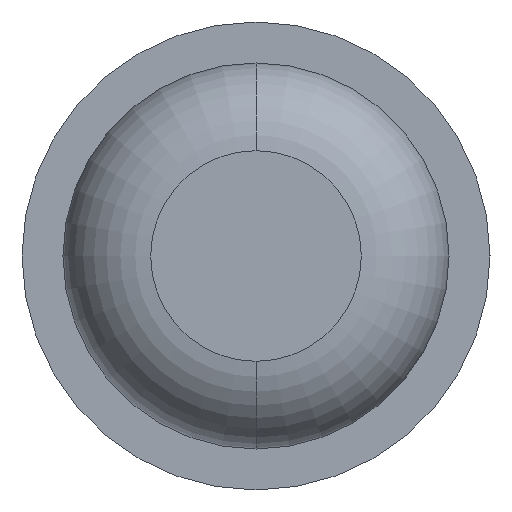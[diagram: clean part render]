
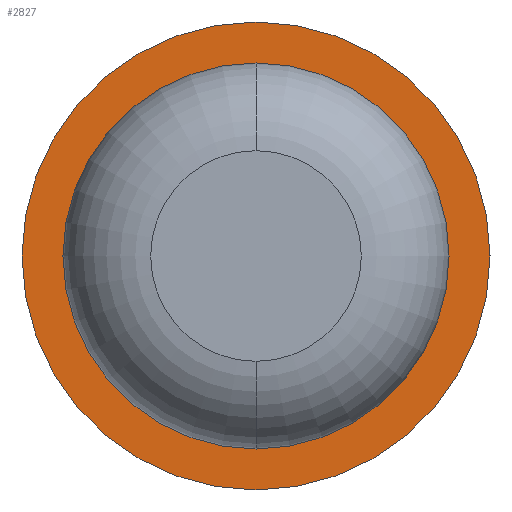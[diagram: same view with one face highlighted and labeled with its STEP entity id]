
A CAD part, front view. The second image highlights one B-rep face of the part: STEP entity #2827.
In plain terms, the highlighted planar face has unit normal (0, -1, 0).
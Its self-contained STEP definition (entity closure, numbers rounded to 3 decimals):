
#202 = ORIENTED_EDGE ( 'NONE', *, *, #395, .F. ) ;
#241 = VERTEX_POINT ( 'NONE', #3304 ) ;
#338 = DIRECTION ( 'NONE',  ( 0., -1., 0. ) ) ;
#392 = AXIS2_PLACEMENT_3D ( 'NONE', #2527, #338, #842 ) ;
#395 = EDGE_CURVE ( 'Defeature ausgef�hrt1_5+Defeature ausgef�hrt1_4+Defeature ausgef�hrt1_4+Defeature ausgef�hrt1_4', #2923, #1851, #850, .T. ) ;
#463 = CARTESIAN_POINT ( 'NONE',  ( 0., -3., 0.825 ) ) ;
#586 = CARTESIAN_POINT ( 'NONE',  ( 0., -3., 1. ) ) ;
#641 = ORIENTED_EDGE ( 'NONE', *, *, #3326, .F. ) ;
#729 = EDGE_LOOP ( 'NONE', ( #3005, #202 ) ) ;
#842 = DIRECTION ( 'NONE',  ( 0., 0., -1. ) ) ;
#850 = CIRCLE ( 'NONE', #1543, 1. ) ;
#892 = CARTESIAN_POINT ( 'NONE',  ( 0., -3., 0. ) ) ;
#1106 = DIRECTION ( 'NONE',  ( 0., -1., 0. ) ) ;
#1127 = DIRECTION ( 'NONE',  ( 0., 0., -1. ) ) ;
#1162 = CARTESIAN_POINT ( 'NONE',  ( 0., -3., -1. ) ) ;
#1222 = AXIS2_PLACEMENT_3D ( 'NONE', #3340, #1106, #1127 ) ;
#1265 = DIRECTION ( 'NONE',  ( 0., 1., 0. ) ) ;
#1421 = DIRECTION ( 'NONE',  ( 0., 1., 0. ) ) ;
#1488 = CIRCLE ( 'NONE', #1696, 0.825 ) ;
#1543 = AXIS2_PLACEMENT_3D ( 'NONE', #892, #1421, #2808 ) ;
#1574 = AXIS2_PLACEMENT_3D ( 'NONE', #2401, #1265, #3512 ) ;
#1616 = CIRCLE ( 'NONE', #1222, 0.825 ) ;
#1696 = AXIS2_PLACEMENT_3D ( 'NONE', #2647, #1855, #3215 ) ;
#1764 = EDGE_LOOP ( 'NONE', ( #2745, #641 ) ) ;
#1851 = VERTEX_POINT ( 'NONE', #586 ) ;
#1855 = DIRECTION ( 'NONE',  ( 0., -1., 0. ) ) ;
#1954 = PLANE ( 'NONE',  #392 ) ;
#2008 = EDGE_CURVE ( 'Defeature ausgef�hrt1_5+Defeature ausgef�hrt1_4+Defeature ausgef�hrt1_4+Defeature ausgef�hrt1_4', #1851, #2923, #3522, .T. ) ;
#2033 = EDGE_CURVE ( 'Defeature ausgef�hrt1_1+Defeature ausgef�hrt1_4+Defeature ausgef�hrt1_4+Defeature ausgef�hrt1_4', #3227, #241, #1488, .T. ) ;
#2378 = FACE_BOUND ( 'NONE', #1764, .T. ) ;
#2401 = CARTESIAN_POINT ( 'NONE',  ( 0., -3., 0. ) ) ;
#2527 = CARTESIAN_POINT ( 'NONE',  ( -1., -3., 0. ) ) ;
#2647 = CARTESIAN_POINT ( 'NONE',  ( 0., -3., 0. ) ) ;
#2745 = ORIENTED_EDGE ( 'NONE', *, *, #2033, .F. ) ;
#2808 = DIRECTION ( 'NONE',  ( 0., 0., 1. ) ) ;
#2827 = ADVANCED_FACE ( 'Defeature ausgef�hrt1_4', ( #2378, #3288 ), #1954, .T. ) ;
#2923 = VERTEX_POINT ( 'NONE', #1162 ) ;
#3005 = ORIENTED_EDGE ( 'NONE', *, *, #2008, .F. ) ;
#3215 = DIRECTION ( 'NONE',  ( 0., 0., -1. ) ) ;
#3227 = VERTEX_POINT ( 'NONE', #463 ) ;
#3288 = FACE_OUTER_BOUND ( 'NONE', #729, .T. ) ;
#3304 = CARTESIAN_POINT ( 'NONE',  ( 0., -3., -0.825 ) ) ;
#3326 = EDGE_CURVE ( 'Defeature ausgef�hrt1_1+Defeature ausgef�hrt1_4+Defeature ausgef�hrt1_4+Defeature ausgef�hrt1_4', #241, #3227, #1616, .T. ) ;
#3340 = CARTESIAN_POINT ( 'NONE',  ( 0., -3., 0. ) ) ;
#3512 = DIRECTION ( 'NONE',  ( 0., 0., 1. ) ) ;
#3522 = CIRCLE ( 'NONE', #1574, 1. ) ;
